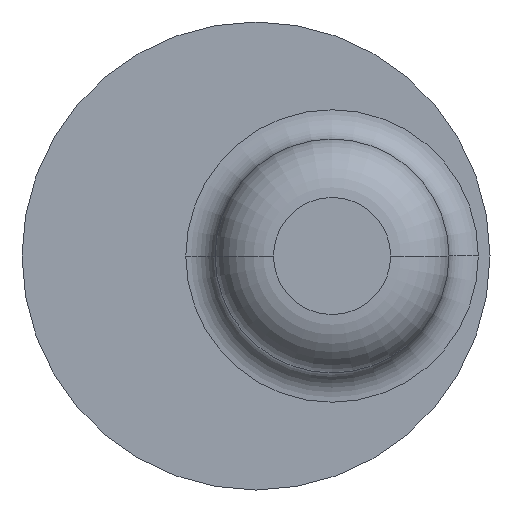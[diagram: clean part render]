
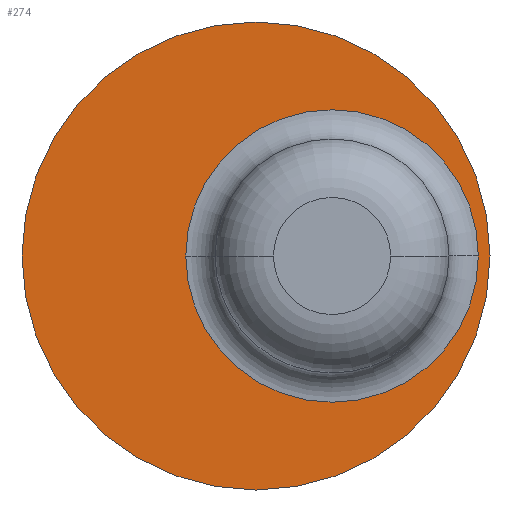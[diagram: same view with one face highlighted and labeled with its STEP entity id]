
A CAD part, front view. The second image highlights one B-rep face of the part: STEP entity #274.
In plain terms, the highlighted planar face has unit normal (0, -1, 0).
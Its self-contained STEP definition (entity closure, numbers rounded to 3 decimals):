
#13 = CARTESIAN_POINT ( 'NONE',  ( 1.3, 0., 0. ) ) ;
#30 = ORIENTED_EDGE ( 'NONE', *, *, #599, .F. ) ;
#32 = DIRECTION ( 'NONE',  ( -1., 0., 0. ) ) ;
#41 = FACE_OUTER_BOUND ( 'NONE', #505, .T. ) ;
#46 = ORIENTED_EDGE ( 'NONE', *, *, #115, .T. ) ;
#50 = DIRECTION ( 'NONE',  ( 0., 1., 0. ) ) ;
#62 = DIRECTION ( 'NONE',  ( -1., 0., 0. ) ) ;
#70 = CIRCLE ( 'NONE', #343, 4. ) ;
#82 = DIRECTION ( 'NONE',  ( 0., 1., 0. ) ) ;
#89 = CARTESIAN_POINT ( 'NONE',  ( 3.8, 0., 0. ) ) ;
#90 = CARTESIAN_POINT ( 'NONE',  ( -4., 0., 0. ) ) ;
#115 = EDGE_CURVE ( 'NONE', #400, #463, #671, .T. ) ;
#127 = FACE_BOUND ( 'NONE', #384, .T. ) ;
#135 = PLANE ( 'NONE',  #364 ) ;
#161 = CARTESIAN_POINT ( 'NONE',  ( 0., 0., 0. ) ) ;
#194 = ORIENTED_EDGE ( 'NONE', *, *, #367, .T. ) ;
#197 = CARTESIAN_POINT ( 'NONE',  ( 4., 0., 0. ) ) ;
#217 = CARTESIAN_POINT ( 'NONE',  ( 0., 0., 0. ) ) ;
#233 = AXIS2_PLACEMENT_3D ( 'NONE', #403, #446, #552 ) ;
#274 = ADVANCED_FACE ( 'NONE', ( #127, #41 ), #135, .F. ) ;
#303 = CARTESIAN_POINT ( 'NONE',  ( -1.2, 0., 0. ) ) ;
#315 = AXIS2_PLACEMENT_3D ( 'NONE', #217, #50, #321 ) ;
#321 = DIRECTION ( 'NONE',  ( -1., 0., 0. ) ) ;
#322 = DIRECTION ( 'NONE',  ( 0., 1., 0. ) ) ;
#343 = AXIS2_PLACEMENT_3D ( 'NONE', #161, #427, #420 ) ;
#364 = AXIS2_PLACEMENT_3D ( 'NONE', #503, #82, #32 ) ;
#367 = EDGE_CURVE ( 'NONE', #463, #400, #561, .T. ) ;
#384 = EDGE_LOOP ( 'NONE', ( #194, #46 ) ) ;
#400 = VERTEX_POINT ( 'NONE', #89 ) ;
#403 = CARTESIAN_POINT ( 'NONE',  ( 1.3, 0., 0. ) ) ;
#408 = VERTEX_POINT ( 'NONE', #90 ) ;
#420 = DIRECTION ( 'NONE',  ( -1., 0., 0. ) ) ;
#427 = DIRECTION ( 'NONE',  ( 0., 1., 0. ) ) ;
#446 = DIRECTION ( 'NONE',  ( 0., 1., 0. ) ) ;
#463 = VERTEX_POINT ( 'NONE', #303 ) ;
#494 = VERTEX_POINT ( 'NONE', #197 ) ;
#503 = CARTESIAN_POINT ( 'NONE',  ( 0., 0., 0. ) ) ;
#505 = EDGE_LOOP ( 'NONE', ( #556, #30 ) ) ;
#552 = DIRECTION ( 'NONE',  ( -1., 0., 0. ) ) ;
#556 = ORIENTED_EDGE ( 'NONE', *, *, #619, .F. ) ;
#561 = CIRCLE ( 'NONE', #233, 2.5 ) ;
#596 = CIRCLE ( 'NONE', #315, 4. ) ;
#599 = EDGE_CURVE ( 'NONE', #494, #408, #596, .T. ) ;
#614 = AXIS2_PLACEMENT_3D ( 'NONE', #13, #322, #62 ) ;
#619 = EDGE_CURVE ( 'NONE', #408, #494, #70, .T. ) ;
#671 = CIRCLE ( 'NONE', #614, 2.5 ) ;
